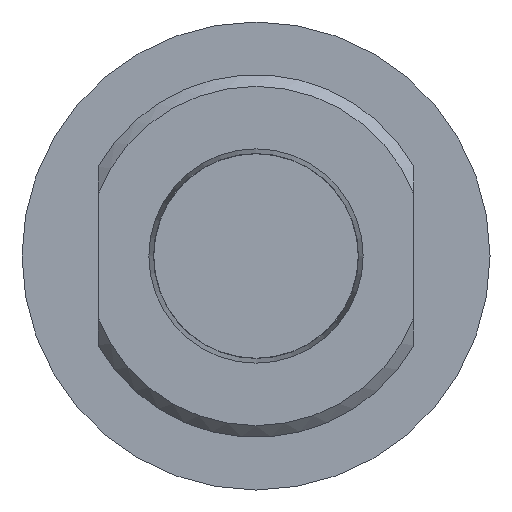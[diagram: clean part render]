
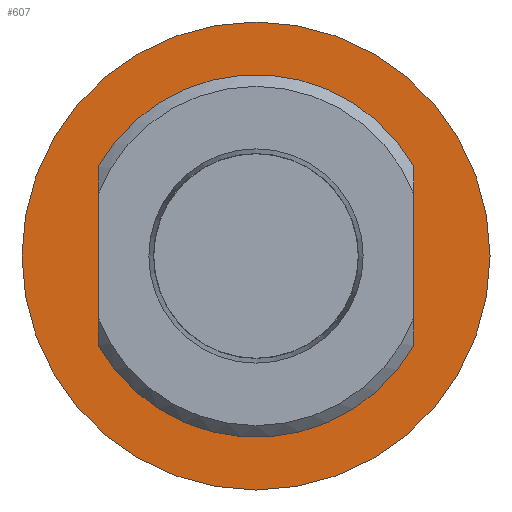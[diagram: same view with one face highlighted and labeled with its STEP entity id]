
A CAD part, left-side view. The second image highlights one B-rep face of the part: STEP entity #607.
In plain terms, the highlighted planar face has unit normal (-1, 0, 0).
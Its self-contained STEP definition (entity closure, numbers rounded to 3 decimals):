
#368=CARTESIAN_POINT('',(-4.,13.5,-7.616));
#369=VERTEX_POINT('',#368);
#376=CARTESIAN_POINT('',(-4.,-13.5,-7.616));
#377=VERTEX_POINT('',#376);
#378=CARTESIAN_POINT('',(-4.,0.0,0.));
#379=DIRECTION('',(1.0,0.0,0.0));
#380=DIRECTION('',(0.0,0.0,-1.0));
#381=AXIS2_PLACEMENT_3D('',#378,#379,#380);
#382=CIRCLE('',#381,15.5);
#383=EDGE_CURVE('',#377,#369,#382,.T.);
#423=CARTESIAN_POINT('',(-4.,13.5,7.616));
#424=VERTEX_POINT('',#423);
#431=CARTESIAN_POINT('',(-4.,13.5,-7.616));
#432=DIRECTION('',(0.0,0.0,1.0));
#433=VECTOR('',#432,15.232);
#434=LINE('',#431,#433);
#435=EDGE_CURVE('',#369,#424,#434,.T.);
#487=CARTESIAN_POINT('',(-4.,-13.5,7.616));
#488=VERTEX_POINT('',#487);
#495=CARTESIAN_POINT('',(-4.,0.0,0.));
#496=DIRECTION('',(1.0,0.0,0.0));
#497=DIRECTION('',(0.0,0.0,-1.0));
#498=AXIS2_PLACEMENT_3D('',#495,#496,#497);
#499=CIRCLE('',#498,15.5);
#500=EDGE_CURVE('',#424,#488,#499,.T.);
#513=CARTESIAN_POINT('',(-4.,-13.5,7.616));
#514=DIRECTION('',(0.0,0.0,-1.0));
#515=VECTOR('',#514,15.232);
#516=LINE('',#513,#515);
#517=EDGE_CURVE('',#488,#377,#516,.T.);
#578=CARTESIAN_POINT('',(-4.,0.,20.0));
#579=VERTEX_POINT('',#578);
#580=CARTESIAN_POINT('',(-4.,0.0,0.));
#581=DIRECTION('',(1.0,0.0,0.0));
#582=DIRECTION('',(0.0,0.0,-1.0));
#583=AXIS2_PLACEMENT_3D('',#580,#581,#582);
#584=CIRCLE('',#583,20.0);
#585=EDGE_CURVE('',#579,#579,#584,.T.);
#593=CARTESIAN_POINT('',(-4.,0.0,0.));
#594=DIRECTION('',(1.0,0.0,0.0));
#595=DIRECTION('',(0.0,0.0,-1.0));
#596=AXIS2_PLACEMENT_3D('',#593,#594,#595);
#597=PLANE('',#596);
#598=ORIENTED_EDGE('',*,*,#585,.F.);
#599=EDGE_LOOP('',(#598));
#600=FACE_OUTER_BOUND('',#599,.T.);
#601=ORIENTED_EDGE('',*,*,#500,.T.);
#602=ORIENTED_EDGE('',*,*,#517,.T.);
#603=ORIENTED_EDGE('',*,*,#383,.T.);
#604=ORIENTED_EDGE('',*,*,#435,.T.);
#605=EDGE_LOOP('',(#601,#602,#603,#604));
#606=FACE_BOUND('',#605,.T.);
#607=ADVANCED_FACE('',(#600,#606),#597,.F.);
